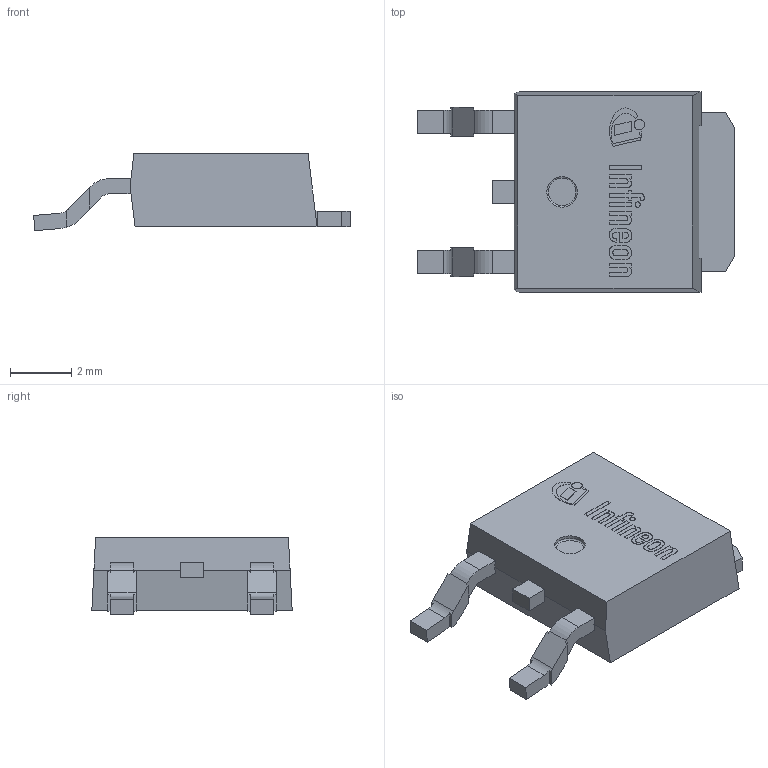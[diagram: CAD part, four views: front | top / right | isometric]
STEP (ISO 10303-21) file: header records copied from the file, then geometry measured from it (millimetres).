
FILE_DESCRIPTION(/* description */ (''),/* implementation_level */ '2;1');
FILE_NAME(/* name */ 'PG-TO252-3-342_Z8B00186678_V01_3D.stp',/* time_stamp */ '2020-11-03T19:26:27+06:00',/* author */ ('janartha'),/* organization */ (''),/* preprocessor_version */ 'ST-DEVELOPER v16.13',/* originating_system */ 'AutoCAD Mechanical',/* authorisation */ '');
FILE_SCHEMA (('AUTOMOTIVE_DESIGN { 1 0 10303 214 3 1 1 }'));
Length unit declared in the file: millimetre
Products named in the file (1): Product
Bounding box: 10.34 x 6.54 x 2.53 mm (x, y, z)
Volume: 104.2 mm3; surface area: 218.7 mm2
Topology: 17 solids, 17 shells, 198 faces, 484 edges, 321 vertices
Faces by surface type: plane 158, cylinder 21, bspline 18, torus 1
Full cylindrical faces by diameter (mm): 0.171 x1, 0.343 x1, 1 x1
Entity records: 5945 total; most frequent: CARTESIAN_POINT 1374, ORIENTED_EDGE 960, DIRECTION 853, EDGE_CURVE 480, LINE 397, VECTOR 397, VERTEX_POINT 321, AXIS2_PLACEMENT_3D 228
